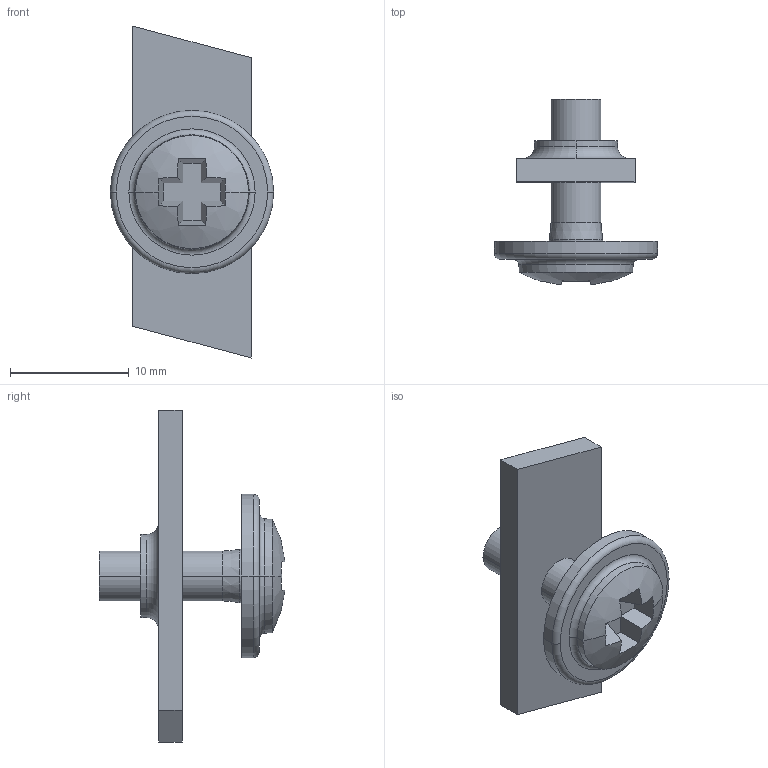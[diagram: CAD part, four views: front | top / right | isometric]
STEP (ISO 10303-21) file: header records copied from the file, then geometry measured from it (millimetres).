
FILE_DESCRIPTION (( 'STEP AP203' ), '1' );
FILE_NAME ('10-02-1192.STEP', '2013-05-06T10:10:27', ( 'asennus' ), ( '' ), 'SwSTEP 2.0', 'SolidWorks 2013', '' );
FILE_SCHEMA (( 'CONFIG_CONTROL_DESIGN' ));
Length unit declared in the file: millimetre
Products named in the file (1): 10-02-1192
Bounding box: 13.76 x 15.65 x 28 mm (x, y, z)
Volume: 997.4 mm3; surface area: 1280.1 mm2
Topology: 2 solids, 3 shells, 59 faces, 138 edges, 88 vertices
Faces by surface type: plane 37, cylinder 10, torus 6, cone 4, sphere 2
Entity records: 1765 total; most frequent: DIRECTION 310, CARTESIAN_POINT 286, ORIENTED_EDGE 276, EDGE_CURVE 138, AXIS2_PLACEMENT_3D 112, VERTEX_POINT 88, VECTOR 86, LINE 86
